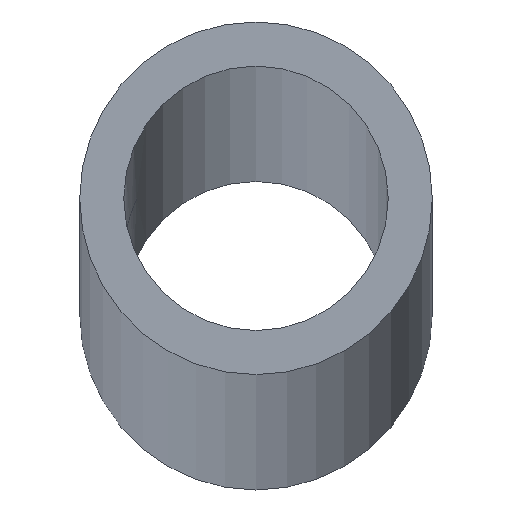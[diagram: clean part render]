
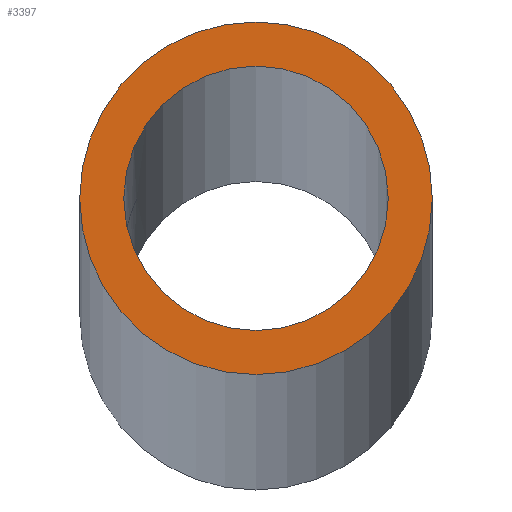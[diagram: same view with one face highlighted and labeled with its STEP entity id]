
A CAD part, top view. The second image highlights one B-rep face of the part: STEP entity #3397.
In plain terms, the highlighted planar face has unit normal (0, 0, 1).
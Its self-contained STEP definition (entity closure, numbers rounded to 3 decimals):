
#360 = EDGE_CURVE ( 'NONE', #14463, #14463, #14262, .T. ) ;
#1543 = AXIS2_PLACEMENT_3D ( 'NONE', #14655, #13535, #1979 ) ;
#1938 = EDGE_CURVE ( 'NONE', #8344, #8344, #10634, .T. ) ;
#1979 = DIRECTION ( 'NONE',  ( 1., 0., 0. ) ) ;
#2653 = DIRECTION ( 'NONE',  ( 1., 0., 0. ) ) ;
#3397 = ADVANCED_FACE ( 'NONE', ( #7939, #5609 ), #8421, .T. ) ;
#3416 = CARTESIAN_POINT ( 'NONE',  ( 8., 0., 1500. ) ) ;
#4118 = EDGE_LOOP ( 'NONE', ( #5135 ) ) ;
#4940 = CARTESIAN_POINT ( 'NONE',  ( 0., 0., 1500. ) ) ;
#5135 = ORIENTED_EDGE ( 'NONE', *, *, #1938, .F. ) ;
#5609 = FACE_BOUND ( 'NONE', #4118, .T. ) ;
#5704 = DIRECTION ( 'NONE',  ( 0., 0., 1. ) ) ;
#5806 = DIRECTION ( 'NONE',  ( 1., 0., 0. ) ) ;
#6887 = CARTESIAN_POINT ( 'NONE',  ( 6., 0., 1500. ) ) ;
#7937 = EDGE_LOOP ( 'NONE', ( #11722 ) ) ;
#7939 = FACE_OUTER_BOUND ( 'NONE', #7937, .T. ) ;
#8344 = VERTEX_POINT ( 'NONE', #6887 ) ;
#8356 = AXIS2_PLACEMENT_3D ( 'NONE', #4940, #12924, #2653 ) ;
#8421 = PLANE ( 'NONE',  #1543 ) ;
#10634 = CIRCLE ( 'NONE', #14244, 6. ) ;
#11474 = CARTESIAN_POINT ( 'NONE',  ( 0., 0., 1500. ) ) ;
#11722 = ORIENTED_EDGE ( 'NONE', *, *, #360, .T. ) ;
#12924 = DIRECTION ( 'NONE',  ( 0., 0., 1. ) ) ;
#13535 = DIRECTION ( 'NONE',  ( 0., 0., 1. ) ) ;
#14244 = AXIS2_PLACEMENT_3D ( 'NONE', #11474, #5704, #5806 ) ;
#14262 = CIRCLE ( 'NONE', #8356, 8. ) ;
#14463 = VERTEX_POINT ( 'NONE', #3416 ) ;
#14655 = CARTESIAN_POINT ( 'NONE',  ( 0., 0., 1500. ) ) ;
